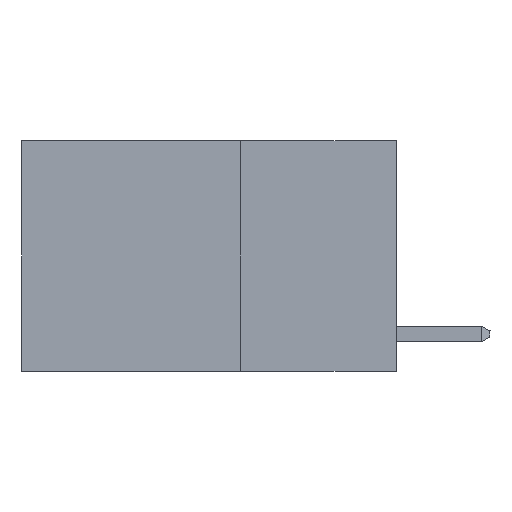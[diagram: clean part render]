
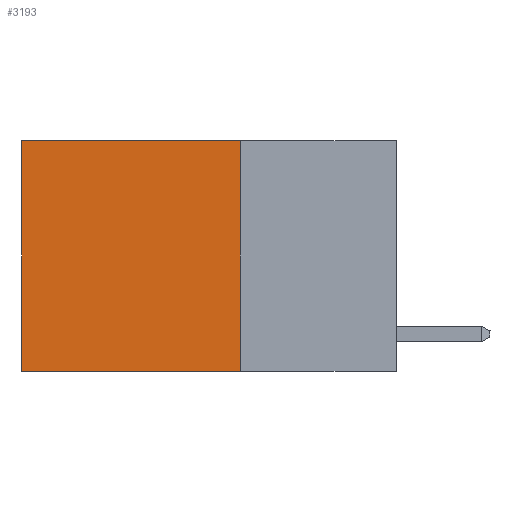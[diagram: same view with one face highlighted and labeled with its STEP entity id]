
A CAD part, left-side view. The second image highlights one B-rep face of the part: STEP entity #3193.
In plain terms, the highlighted planar face has unit normal (-1, 0, 0).
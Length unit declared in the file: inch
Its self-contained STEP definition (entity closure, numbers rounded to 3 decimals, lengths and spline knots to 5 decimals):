
#233 = EDGE_LOOP ( 'NONE', ( #10531, #811, #3340, #4586 ) ) ;
#771 = LINE ( 'NONE', #9652, #8949 ) ;
#811 = ORIENTED_EDGE ( 'NONE', *, *, #9239, .F. ) ;
#1178 = CARTESIAN_POINT ( 'NONE',  ( 0.2625, 0.6, -0.37 ) ) ;
#1279 = EDGE_CURVE ( 'NONE', #8659, #4133, #8886, .T. ) ;
#1341 = PLANE ( 'NONE',  #7734 ) ;
#1551 = VERTEX_POINT ( 'NONE', #1937 ) ;
#1937 = CARTESIAN_POINT ( 'NONE',  ( 0.2625, 0.25, -0.37 ) ) ;
#2219 = CARTESIAN_POINT ( 'NONE',  ( 0.2625, 0.25, 0. ) ) ;
#2987 = VECTOR ( 'NONE', #5818, 39.37008 ) ;
#3011 = EDGE_CURVE ( 'NONE', #4133, #4019, #8211, .T. ) ;
#3115 = DIRECTION ( 'NONE',  ( 0., 0., -1. ) ) ;
#3193 = ADVANCED_FACE ( 'NONE', ( #7559 ), #1341, .F. ) ;
#3340 = ORIENTED_EDGE ( 'NONE', *, *, #6364, .F. ) ;
#3454 = DIRECTION ( 'NONE',  ( 0., 1., 0. ) ) ;
#3999 = LINE ( 'NONE', #5145, #2987 ) ;
#4019 = VERTEX_POINT ( 'NONE', #1178 ) ;
#4133 = VERTEX_POINT ( 'NONE', #10316 ) ;
#4586 = ORIENTED_EDGE ( 'NONE', *, *, #1279, .T. ) ;
#4991 = CARTESIAN_POINT ( 'NONE',  ( 0.2625, 0.6, 0. ) ) ;
#5145 = CARTESIAN_POINT ( 'NONE',  ( 0.2625, 0.25, 0. ) ) ;
#5165 = DIRECTION ( 'NONE',  ( 0., 0., -1. ) ) ;
#5675 = DIRECTION ( 'NONE',  ( 0., 1., 0. ) ) ;
#5818 = DIRECTION ( 'NONE',  ( 0., 0., -1. ) ) ;
#6364 = EDGE_CURVE ( 'NONE', #8659, #1551, #3999, .T. ) ;
#6406 = VECTOR ( 'NONE', #5165, 39.37008 ) ;
#7559 = FACE_OUTER_BOUND ( 'NONE', #233, .T. ) ;
#7734 = AXIS2_PLACEMENT_3D ( 'NONE', #2219, #7951, #3115 ) ;
#7951 = DIRECTION ( 'NONE',  ( 1., 0., 0. ) ) ;
#8211 = LINE ( 'NONE', #4991, #6406 ) ;
#8659 = VERTEX_POINT ( 'NONE', #9491 ) ;
#8886 = LINE ( 'NONE', #9031, #9255 ) ;
#8949 = VECTOR ( 'NONE', #5675, 39.37008 ) ;
#9031 = CARTESIAN_POINT ( 'NONE',  ( 0.2625, 0.25, 0. ) ) ;
#9239 = EDGE_CURVE ( 'NONE', #1551, #4019, #771, .T. ) ;
#9255 = VECTOR ( 'NONE', #3454, 39.37008 ) ;
#9491 = CARTESIAN_POINT ( 'NONE',  ( 0.2625, 0.25, 0. ) ) ;
#9652 = CARTESIAN_POINT ( 'NONE',  ( 0.2625, 0.25, -0.37 ) ) ;
#10316 = CARTESIAN_POINT ( 'NONE',  ( 0.2625, 0.6, 0. ) ) ;
#10531 = ORIENTED_EDGE ( 'NONE', *, *, #3011, .T. ) ;
